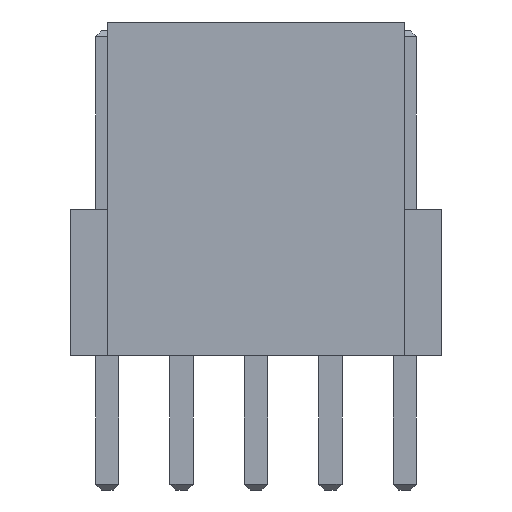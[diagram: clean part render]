
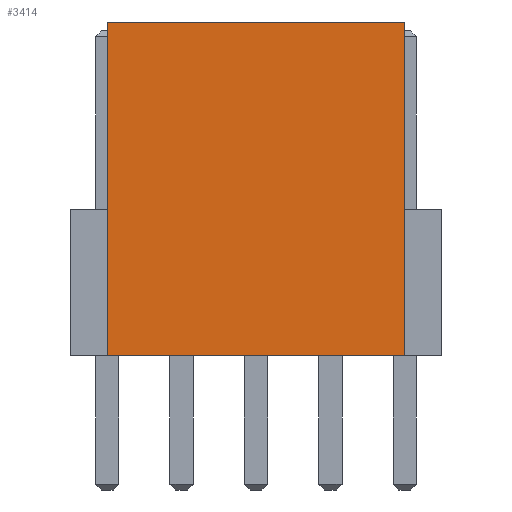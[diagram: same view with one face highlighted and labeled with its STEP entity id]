
A CAD part, front view. The second image highlights one B-rep face of the part: STEP entity #3414.
In plain terms, the highlighted planar face has unit normal (0, -1, 0).
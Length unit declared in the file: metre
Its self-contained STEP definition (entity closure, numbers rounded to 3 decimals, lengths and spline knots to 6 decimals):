
#564=ORIENTED_EDGE('',*,*,#1036,.T.);
#565=ORIENTED_EDGE('',*,*,#1320,.F.);
#566=ORIENTED_EDGE('',*,*,#1321,.F.);
#567=ORIENTED_EDGE('',*,*,#1319,.T.);
#1036=EDGE_CURVE('',#1500,#1499,#1789,.T.);
#1319=EDGE_CURVE('',#1693,#1500,#2072,.T.);
#1320=EDGE_CURVE('',#1696,#1499,#2073,.T.);
#1321=EDGE_CURVE('',#1693,#1696,#2074,.T.);
#1499=VERTEX_POINT('',#4788);
#1500=VERTEX_POINT('',#4790);
#1693=VERTEX_POINT('',#5368);
#1696=VERTEX_POINT('',#5376);
#1789=LINE('',#4789,#2258);
#2072=LINE('',#5373,#2541);
#2073=LINE('',#5375,#2542);
#2074=LINE('',#5377,#2543);
#2258=VECTOR('',#3831,1.);
#2541=VECTOR('',#4324,1.);
#2542=VECTOR('',#4327,1.);
#2543=VECTOR('',#4328,1.);
#2773=EDGE_LOOP('',(#564,#565,#566,#567));
#3000=FACE_BOUND('',#2773,.T.);
#3207=PLANE('',#3634);
#3414=ADVANCED_FACE('',(#3000),#3207,.F.);
#3634=AXIS2_PLACEMENT_3D('',#5374,#4325,#4326);
#3831=DIRECTION('',(1.,0.,0.));
#4324=DIRECTION('',(0.,0.,-1.));
#4325=DIRECTION('',(0.,1.,0.));
#4326=DIRECTION('',(0.,0.,1.));
#4327=DIRECTION('',(0.,0.,-1.));
#4328=DIRECTION('',(1.,0.,0.));
#4788=CARTESIAN_POINT('',(0.00254,-0.00254,0.));
#4789=CARTESIAN_POINT('',(0.,-0.00254,0.));
#4790=CARTESIAN_POINT('',(-0.00254,-0.00254,0.));
#5368=CARTESIAN_POINT('',(-0.00254,-0.00254,0.0057));
#5373=CARTESIAN_POINT('',(-0.00254,-0.00254,0.0057));
#5374=CARTESIAN_POINT('',(0.,-0.00254,0.0057));
#5375=CARTESIAN_POINT('',(0.00254,-0.00254,0.0057));
#5376=CARTESIAN_POINT('',(0.00254,-0.00254,0.0057));
#5377=CARTESIAN_POINT('',(0.,-0.00254,0.0057));
